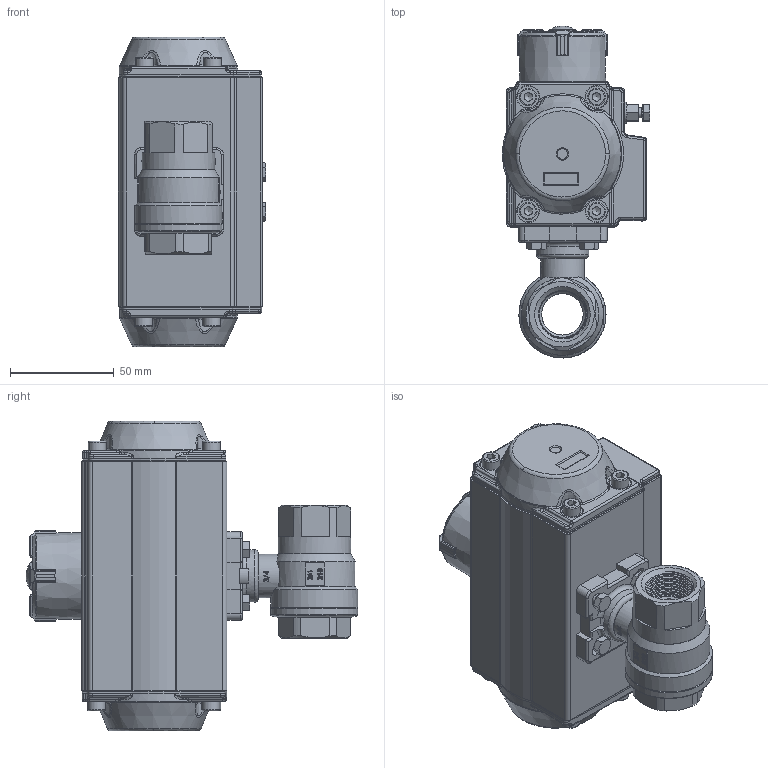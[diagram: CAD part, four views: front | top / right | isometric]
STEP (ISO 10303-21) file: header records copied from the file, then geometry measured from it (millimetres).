
FILE_DESCRIPTION(/* description */ ('Unknown'),/* implementation_level */ '2;1');
FILE_NAME(/* name */ 'PD02 9652-05',/* time_stamp */ '2025-01-15T09:36:25+01:00',/* author */ ('Unknown'),/* organization */ ('Unknown'),/* preprocessor_version */ 'ST-DEVELOPER v19.4',/* originating_system */ 'Solid Edge',/* authorisation */ 'Unknown');
FILE_SCHEMA (('AUTOMOTIVE_DESIGN {1 0 10303 214 3 1 1}'));
Products named in the file (23): PD029652-05; 9652-05; Body; Body Gaske; Cap; Stem; Small hex thin nuts-Fine pitch thread GB_GB_FASTENER_NUT_SSFNTT M14X1.
0-N; Nut Stopper; DIN 933 M5x12 A2-70 BLK_EDST; PD02_PE01; vt50-2016-06-25; hex bolt gradeab_din_ISO 4014 - M5 x 25 x 16-N; huosai50; vt50-2016-06-25 _______MIR; zhou50; VTE50____; plain washers-n series-grade a gb_GB_FASTENER_WASHER_PWNA 5; hex nut gradec_din_Hexagon Nut ISO 4034 - M5 - N; Optische Anzeige; ______; ________(___________; cup head nib bolts with large head gb_GB_FASTENER_BOLT_CHNBW M6X25-N; socket head cap screw_din_DIN 912 M5 x 16 --- 16N
Assembly tree (39 placements, depth 4):
  PD029652-05
    9652-05
      Body
      Body Gaske
      Cap
      Stem
      Small hex thin nuts-Fine pitch thread GB_GB_FASTENER_NUT_SSFNTT M14X1.
0-N
      Nut Stopper
    DIN 933 M5x12 A2-70 BLK_EDST  x4
    PD02_PE01
      vt50-2016-06-25
      hex bolt gradeab_din_ISO 4014 - M5 x 25 x 16-N  x2
      huosai50  x2
      vt50-2016-06-25 _______MIR
      zhou50
      VTE50____
      plain washers-n series-grade a gb_GB_FASTENER_WASHER_PWNA 5  x2
      hex nut gradec_din_Hexagon Nut ISO 4034 - M5 - N  x2
      Optische Anzeige
        ______
        ________(___________  x4
        cup head nib bolts with large head gb_GB_FASTENER_BOLT_CHNBW M6X25-N
      socket head cap screw_din_DIN 912 M5 x 16 --- 16N  x8
Bounding box: 70.92 x 160 x 149.4 mm (x, y, z)
Volume: 442268.2 mm3; surface area: 175371.1 mm2
Topology: 36 solids, 36 shells, 3023 faces, 7495 edges, 4679 vertices
Faces by surface type: plane 1104, cylinder 778, bspline 525, torus 308, cone 279, sphere 29
Full cylindrical faces by diameter (mm): 2.5 x2, 3 x16, 3.3 x8, 4.134 x20, 4.2 x2, 4.66 x1, 4.917 x7, 5 x17, 5.3 x2, 5.5 x1, 6 x1, 6.2 x1, 8 x6, 8.5 x8, 8.566 x2, 9.6 x1, 10 x4, 11 x1, 11.4 x1, 12 x3, 12.5 x2, 12.6 x2, 12.7 x1, 12.9 x1, 12.917 x1, 13 x12, 13.5 x2, 14 x5, 15.8 x1, 16 x2
Entity records: 88607 total; most frequent: CARTESIAN_POINT 39909, ORIENTED_EDGE 10366, DIRECTION 8726, EDGE_CURVE 5183, VERTEX_POINT 3481, AXIS2_PLACEMENT_3D 3301, FACE_BOUND 2754, EDGE_LOOP 2733
